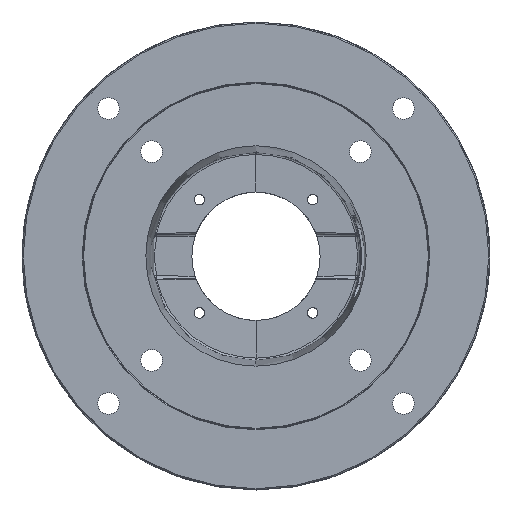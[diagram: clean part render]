
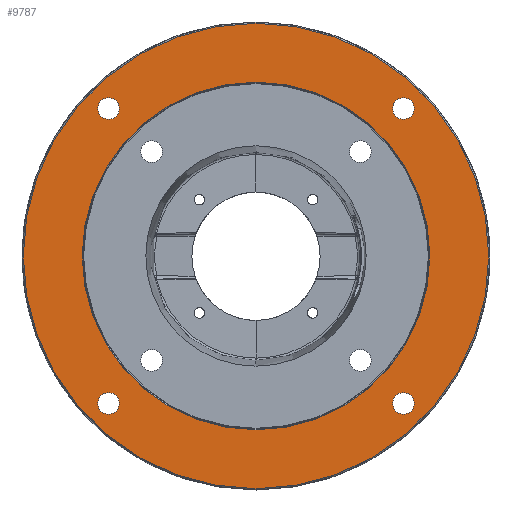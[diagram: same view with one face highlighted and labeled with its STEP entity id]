
A CAD part, top view. The second image highlights one B-rep face of the part: STEP entity #9787.
In plain terms, the highlighted planar face has unit normal (0, 0, 1).
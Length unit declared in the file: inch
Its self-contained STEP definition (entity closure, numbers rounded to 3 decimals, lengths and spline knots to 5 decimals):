
#35=CARTESIAN_POINT('',(0.,0.,-0.08));
#36=DIRECTION('',(0.,0.,1.));
#37=DIRECTION('',(0.,1.,0.));
#38=AXIS2_PLACEMENT_3D('',#35,#36,#37);
#44=CARTESIAN_POINT('',(0.,0.,-0.08));
#45=DIRECTION('',(0.,0.,-1.));
#46=DIRECTION('',(0.,1.,0.));
#47=AXIS2_PLACEMENT_3D('',#44,#45,#46);
#624=CARTESIAN_POINT('',(-3.62392,3.62392,-0.08));
#625=DIRECTION('',(0.,0.,-1.));
#626=DIRECTION('',(-0.707,0.707,0.));
#627=AXIS2_PLACEMENT_3D('',#624,#625,#626);
#629=CARTESIAN_POINT('',(-3.62392,3.62392,-0.08));
#630=DIRECTION('',(0.,0.,-1.));
#631=DIRECTION('',(0.707,-0.707,0.));
#632=AXIS2_PLACEMENT_3D('',#629,#630,#631);
#634=CARTESIAN_POINT('',(-3.62392,-3.62392,-0.08));
#635=DIRECTION('',(0.,0.,-1.));
#636=DIRECTION('',(-0.707,-0.707,0.));
#637=AXIS2_PLACEMENT_3D('',#634,#635,#636);
#639=CARTESIAN_POINT('',(-3.62392,-3.62392,-0.08));
#640=DIRECTION('',(0.,0.,-1.));
#641=DIRECTION('',(0.707,0.707,0.));
#642=AXIS2_PLACEMENT_3D('',#639,#640,#641);
#644=CARTESIAN_POINT('',(3.62392,-3.62392,-0.08));
#645=DIRECTION('',(0.,0.,-1.));
#646=DIRECTION('',(0.707,-0.707,0.));
#647=AXIS2_PLACEMENT_3D('',#644,#645,#646);
#649=CARTESIAN_POINT('',(3.62392,-3.62392,-0.08));
#650=DIRECTION('',(0.,0.,-1.));
#651=DIRECTION('',(-0.707,0.707,0.));
#652=AXIS2_PLACEMENT_3D('',#649,#650,#651);
#654=CARTESIAN_POINT('',(3.62392,3.62392,-0.08));
#655=DIRECTION('',(0.,0.,-1.));
#656=DIRECTION('',(0.707,0.707,0.));
#657=AXIS2_PLACEMENT_3D('',#654,#655,#656);
#659=CARTESIAN_POINT('',(3.62392,3.62392,-0.08));
#660=DIRECTION('',(0.,0.,-1.));
#661=DIRECTION('',(-0.707,-0.707,0.));
#662=AXIS2_PLACEMENT_3D('',#659,#660,#661);
#664=CARTESIAN_POINT('',(0.,0.,-0.08));
#665=DIRECTION('',(0.,0.,1.));
#666=DIRECTION('',(0.,1.,0.));
#667=AXIS2_PLACEMENT_3D('',#664,#665,#666);
#669=CARTESIAN_POINT('',(0.,0.,-0.08));
#670=DIRECTION('',(0.,0.,1.));
#671=DIRECTION('',(0.,-1.,0.));
#672=AXIS2_PLACEMENT_3D('',#669,#670,#671);
#8454=CARTESIAN_POINT('',(0.,5.72,-0.08));
#8455=CARTESIAN_POINT('',(0.,-5.72,-0.08));
#8456=VERTEX_POINT('',#8454);
#8457=VERTEX_POINT('',#8455);
#8478=CARTESIAN_POINT('',(-3.81131,3.81131,-0.08));
#8479=CARTESIAN_POINT('',(-3.43654,3.43654,-0.08));
#8480=VERTEX_POINT('',#8478);
#8481=VERTEX_POINT('',#8479);
#8522=CARTESIAN_POINT('',(-3.81131,-3.81131,-0.08));
#8523=CARTESIAN_POINT('',(-3.43654,-3.43654,-0.08));
#8524=VERTEX_POINT('',#8522);
#8525=VERTEX_POINT('',#8523);
#8530=CARTESIAN_POINT('',(3.81131,-3.81131,-0.08));
#8531=CARTESIAN_POINT('',(3.43654,-3.43654,-0.08));
#8532=VERTEX_POINT('',#8530);
#8533=VERTEX_POINT('',#8531);
#8538=CARTESIAN_POINT('',(3.81131,3.81131,-0.08));
#8539=CARTESIAN_POINT('',(3.43654,3.43654,-0.08));
#8540=VERTEX_POINT('',#8538);
#8541=VERTEX_POINT('',#8539);
#8558=CARTESIAN_POINT('',(0.,4.271,-0.08));
#8559=CARTESIAN_POINT('',(0.,-4.271,-0.08));
#8560=VERTEX_POINT('',#8558);
#8561=VERTEX_POINT('',#8559);
#9749=CARTESIAN_POINT('',(0.,0.,-0.08));
#9750=DIRECTION('',(0.,0.,1.));
#9751=DIRECTION('',(0.,1.,0.));
#9752=AXIS2_PLACEMENT_3D('',#9749,#9750,#9751);
#9753=PLANE('',#9752);
#9754=ORIENTED_EDGE('',*,*,#8720,.T.);
#9755=ORIENTED_EDGE('',*,*,#8705,.F.);
#9756=EDGE_LOOP('',(#9754,#9755));
#9757=FACE_OUTER_BOUND('',#9756,.F.);
#9759=ORIENTED_EDGE('',*,*,#9758,.F.);
#9761=ORIENTED_EDGE('',*,*,#9760,.F.);
#9762=EDGE_LOOP('',(#9759,#9761));
#9763=FACE_BOUND('',#9762,.F.);
#9765=ORIENTED_EDGE('',*,*,#9764,.F.);
#9767=ORIENTED_EDGE('',*,*,#9766,.F.);
#9768=EDGE_LOOP('',(#9765,#9767));
#9769=FACE_BOUND('',#9768,.F.);
#9771=ORIENTED_EDGE('',*,*,#9770,.F.);
#9773=ORIENTED_EDGE('',*,*,#9772,.F.);
#9774=EDGE_LOOP('',(#9771,#9773));
#9775=FACE_BOUND('',#9774,.F.);
#9777=ORIENTED_EDGE('',*,*,#9776,.F.);
#9779=ORIENTED_EDGE('',*,*,#9778,.F.);
#9780=EDGE_LOOP('',(#9777,#9779));
#9781=FACE_BOUND('',#9780,.F.);
#9783=ORIENTED_EDGE('',*,*,#9782,.T.);
#9784=ORIENTED_EDGE('',*,*,#9739,.T.);
#9785=EDGE_LOOP('',(#9783,#9784));
#9786=FACE_BOUND('',#9785,.F.);
#9787=ADVANCED_FACE('',(#9757,#9763,#9769,#9775,#9781,#9786),#9753,.T.);
#39=CIRCLE('',#38,5.72);
#48=CIRCLE('',#47,5.72);
#628=CIRCLE('',#627,0.265);
#633=CIRCLE('',#632,0.265);
#638=CIRCLE('',#637,0.265);
#643=CIRCLE('',#642,0.265);
#648=CIRCLE('',#647,0.265);
#653=CIRCLE('',#652,0.265);
#658=CIRCLE('',#657,0.265);
#663=CIRCLE('',#662,0.265);
#668=CIRCLE('',#667,4.271);
#673=CIRCLE('',#672,4.271);
#8705=EDGE_CURVE('',#8456,#8457,#39,.T.);
#8720=EDGE_CURVE('',#8456,#8457,#48,.T.);
#9739=EDGE_CURVE('',#8561,#8560,#673,.T.);
#9758=EDGE_CURVE('',#8480,#8481,#628,.T.);
#9760=EDGE_CURVE('',#8481,#8480,#633,.T.);
#9764=EDGE_CURVE('',#8524,#8525,#638,.T.);
#9766=EDGE_CURVE('',#8525,#8524,#643,.T.);
#9770=EDGE_CURVE('',#8532,#8533,#648,.T.);
#9772=EDGE_CURVE('',#8533,#8532,#653,.T.);
#9776=EDGE_CURVE('',#8540,#8541,#658,.T.);
#9778=EDGE_CURVE('',#8541,#8540,#663,.T.);
#9782=EDGE_CURVE('',#8560,#8561,#668,.T.);
